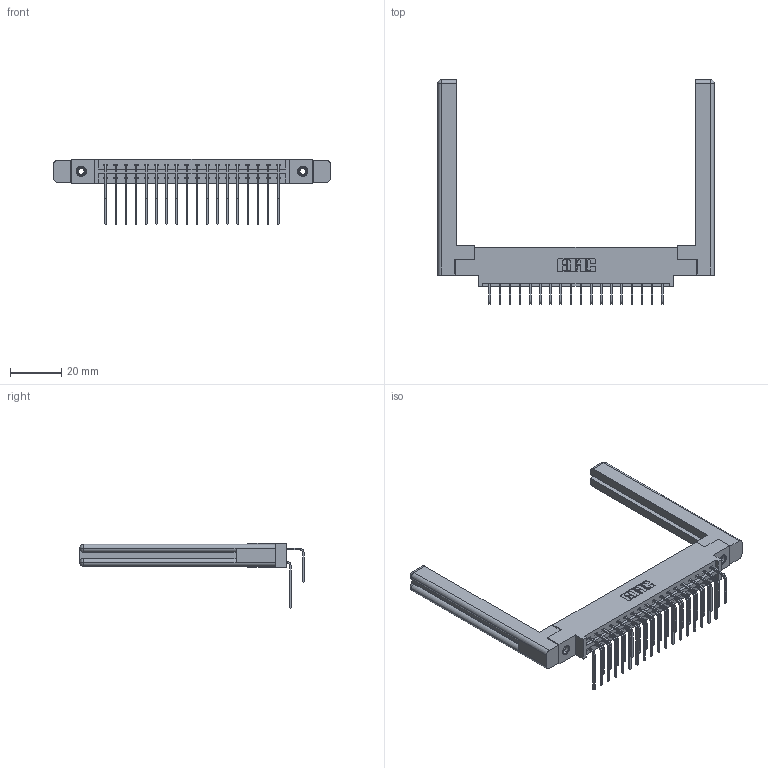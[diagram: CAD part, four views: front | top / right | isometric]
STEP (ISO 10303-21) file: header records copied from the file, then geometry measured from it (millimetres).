
FILE_DESCRIPTION (( 'STEP AP203' ), '1' );
FILE_NAME ('337-036-558-858.STEP', '2019-10-11T10:59:40', ( '' ), ( '' ), 'SwSTEP 2.0', 'SolidWorks 2016', '' );
FILE_SCHEMA (( 'CONFIG_CONTROL_DESIGN' ));
Length unit declared in the file: inch
Products named in the file (6): 337 Part_0.170 Offset - 0.156 Dia-TI; 345-292-001_558 Tail - 2; 345-292-001_558 559 Tail - 1; 307-220-058; 345-250-001_345-250-001-102; 337-036-558-858
Assembly tree (41 placements, depth 2):
  337-036-558-858
    337 Part_0.170 Offset - 0.156 Dia-TI
    345-292-001_558 559 Tail - 1  x18
    345-292-001_558 Tail - 2  x18
    345-250-001_345-250-001-102  x2
    307-220-058  x2
Bounding box: 107.95 x 87.57 x 25.53 mm (x, y, z)
Volume: 18289.7 mm3; surface area: 18566.3 mm2
Topology: 41 solids, 41 shells, 2276 faces, 6689 edges, 4398 vertices
Faces by surface type: plane 1598, cylinder 654, cone 12, torus 12
Entity records: 21610 total; most frequent: CARTESIAN_POINT 3716, ORIENTED_EDGE 3540, DIRECTION 3202, EDGE_CURVE 1770, VECTOR 1554, LINE 1554, VERTEX_POINT 1170, AXIS2_PLACEMENT_3D 824
